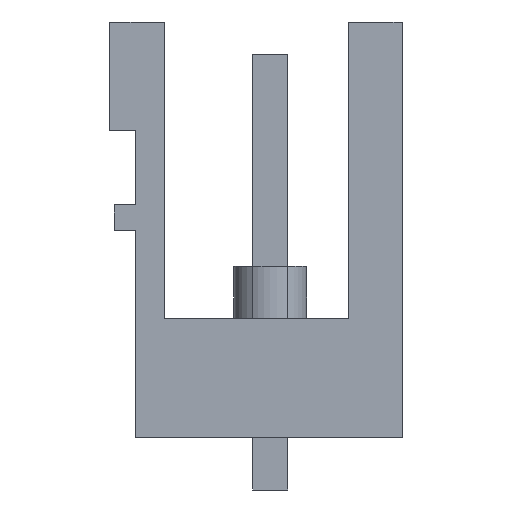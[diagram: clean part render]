
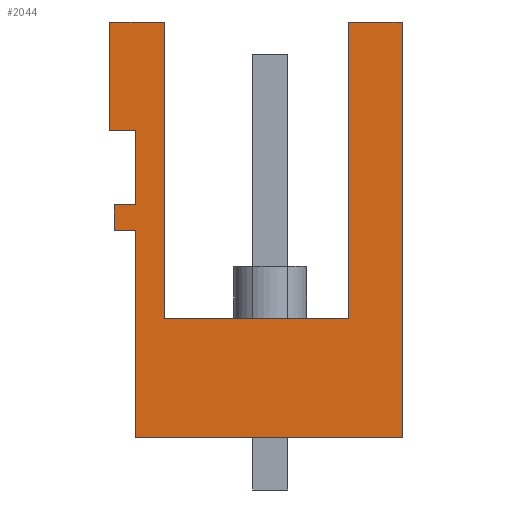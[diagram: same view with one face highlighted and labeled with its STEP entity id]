
A CAD part, left-side view. The second image highlights one B-rep face of the part: STEP entity #2044.
In plain terms, the highlighted planar face has unit normal (-1, 0, 0).
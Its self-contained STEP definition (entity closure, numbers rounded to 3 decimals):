
#1944=AXIS2_PLACEMENT_3D('Plane Axis2P3D',#1941,#1942,#1943) ;
#383=CARTESIAN_POINT('Vertex',(0.,7.68,1.5)) ;
#386=CARTESIAN_POINT('Line Origine',(0.,7.68,4.49)) ;
#390=CARTESIAN_POINT('Vertex',(0.,7.68,7.481)) ;
#1925=CARTESIAN_POINT('Vertex',(0.,0.,1.5)) ;
#1928=CARTESIAN_POINT('Line Origine',(0.,3.84,1.5)) ;
#1941=CARTESIAN_POINT('Axis2P3D Location',(0.,8.43,0.)) ;
#1946=CARTESIAN_POINT('Line Origine',(0.,0.,7.5)) ;
#1950=CARTESIAN_POINT('Vertex',(0.,0.,13.5)) ;
#1953=CARTESIAN_POINT('Line Origine',(0.,0.775,13.5)) ;
#1957=CARTESIAN_POINT('Vertex',(0.,1.55,13.5)) ;
#1960=CARTESIAN_POINT('Line Origine',(0.,1.55,9.225)) ;
#1964=CARTESIAN_POINT('Vertex',(0.,1.55,4.95)) ;
#1967=CARTESIAN_POINT('Line Origine',(0.,4.207,4.95)) ;
#1971=CARTESIAN_POINT('Vertex',(0.,6.863,4.95)) ;
#1974=CARTESIAN_POINT('Line Origine',(0.,6.863,9.225)) ;
#1978=CARTESIAN_POINT('Vertex',(0.,6.863,13.5)) ;
#1981=CARTESIAN_POINT('Line Origine',(0.,7.647,13.5)) ;
#1985=CARTESIAN_POINT('Vertex',(0.,8.43,13.5)) ;
#1988=CARTESIAN_POINT('Line Origine',(0.,8.43,11.94)) ;
#1992=CARTESIAN_POINT('Vertex',(0.,8.43,10.38)) ;
#1995=CARTESIAN_POINT('Line Origine',(0.,8.055,10.38)) ;
#1999=CARTESIAN_POINT('Vertex',(0.,7.68,10.38)) ;
#2002=CARTESIAN_POINT('Line Origine',(0.,7.68,9.305)) ;
#2006=CARTESIAN_POINT('Vertex',(0.,7.68,8.23)) ;
#2009=CARTESIAN_POINT('Line Origine',(0.,7.99,8.23)) ;
#2013=CARTESIAN_POINT('Vertex',(0.,8.3,8.23)) ;
#2016=CARTESIAN_POINT('Line Origine',(0.,8.3,7.855)) ;
#2020=CARTESIAN_POINT('Vertex',(0.,8.3,7.481)) ;
#2023=CARTESIAN_POINT('Line Origine',(0.,7.99,7.481)) ;
#387=DIRECTION('Vector Direction',(0.,0.,-1.)) ;
#1929=DIRECTION('Vector Direction',(0.,-1.,0.)) ;
#1942=DIRECTION('Axis2P3D Direction',(-1.,0.,0.)) ;
#1943=DIRECTION('Axis2P3D XDirection',(0.,1.,0.)) ;
#1947=DIRECTION('Vector Direction',(0.,0.,1.)) ;
#1954=DIRECTION('Vector Direction',(0.,1.,0.)) ;
#1961=DIRECTION('Vector Direction',(0.,0.,-1.)) ;
#1968=DIRECTION('Vector Direction',(0.,1.,0.)) ;
#1975=DIRECTION('Vector Direction',(0.,0.,1.)) ;
#1982=DIRECTION('Vector Direction',(0.,1.,0.)) ;
#1989=DIRECTION('Vector Direction',(0.,0.,-1.)) ;
#1996=DIRECTION('Vector Direction',(0.,-1.,0.)) ;
#2003=DIRECTION('Vector Direction',(0.,0.,-1.)) ;
#2010=DIRECTION('Vector Direction',(0.,1.,0.)) ;
#2017=DIRECTION('Vector Direction',(0.,0.,-1.)) ;
#2024=DIRECTION('Vector Direction',(0.,-1.,0.)) ;
#388=VECTOR('Line Direction',#387,1.) ;
#1930=VECTOR('Line Direction',#1929,1.) ;
#1948=VECTOR('Line Direction',#1947,1.) ;
#1955=VECTOR('Line Direction',#1954,1.) ;
#1962=VECTOR('Line Direction',#1961,1.) ;
#1969=VECTOR('Line Direction',#1968,1.) ;
#1976=VECTOR('Line Direction',#1975,1.) ;
#1983=VECTOR('Line Direction',#1982,1.) ;
#1990=VECTOR('Line Direction',#1989,1.) ;
#1997=VECTOR('Line Direction',#1996,1.) ;
#2004=VECTOR('Line Direction',#2003,1.) ;
#2011=VECTOR('Line Direction',#2010,1.) ;
#2018=VECTOR('Line Direction',#2017,1.) ;
#2025=VECTOR('Line Direction',#2024,1.) ;
#2029=ORIENTED_EDGE('',*,*,#1952,.T.) ;
#2030=ORIENTED_EDGE('',*,*,#1959,.T.) ;
#2031=ORIENTED_EDGE('',*,*,#1966,.T.) ;
#2032=ORIENTED_EDGE('',*,*,#1973,.T.) ;
#2033=ORIENTED_EDGE('',*,*,#1980,.T.) ;
#2034=ORIENTED_EDGE('',*,*,#1987,.T.) ;
#2035=ORIENTED_EDGE('',*,*,#1994,.T.) ;
#2036=ORIENTED_EDGE('',*,*,#2001,.T.) ;
#2037=ORIENTED_EDGE('',*,*,#2008,.T.) ;
#2038=ORIENTED_EDGE('',*,*,#2015,.T.) ;
#2039=ORIENTED_EDGE('',*,*,#2022,.T.) ;
#2040=ORIENTED_EDGE('',*,*,#2027,.T.) ;
#2041=ORIENTED_EDGE('',*,*,#392,.T.) ;
#2042=ORIENTED_EDGE('',*,*,#1932,.T.) ;
#2044=ADVANCED_FACE('HOUSING',(#2043),#1945,.T.) ;
#392=EDGE_CURVE('',#391,#384,#389,.T.) ;
#1932=EDGE_CURVE('',#384,#1926,#1931,.T.) ;
#1952=EDGE_CURVE('',#1926,#1951,#1949,.T.) ;
#1959=EDGE_CURVE('',#1951,#1958,#1956,.T.) ;
#1966=EDGE_CURVE('',#1958,#1965,#1963,.T.) ;
#1973=EDGE_CURVE('',#1965,#1972,#1970,.T.) ;
#1980=EDGE_CURVE('',#1972,#1979,#1977,.T.) ;
#1987=EDGE_CURVE('',#1979,#1986,#1984,.T.) ;
#1994=EDGE_CURVE('',#1986,#1993,#1991,.T.) ;
#2001=EDGE_CURVE('',#1993,#2000,#1998,.T.) ;
#2008=EDGE_CURVE('',#2000,#2007,#2005,.T.) ;
#2015=EDGE_CURVE('',#2007,#2014,#2012,.T.) ;
#2022=EDGE_CURVE('',#2014,#2021,#2019,.T.) ;
#2027=EDGE_CURVE('',#2021,#391,#2026,.T.) ;
#2028=EDGE_LOOP('',(#2029,#2030,#2031,#2032,#2033,#2034,#2035,#2036,#2037,#2038,#2039,#2040,#2041,#2042)) ;
#2043=FACE_OUTER_BOUND('',#2028,.T.) ;
#389=LINE('Line',#386,#388) ;
#1931=LINE('Line',#1928,#1930) ;
#1949=LINE('Line',#1946,#1948) ;
#1956=LINE('Line',#1953,#1955) ;
#1963=LINE('Line',#1960,#1962) ;
#1970=LINE('Line',#1967,#1969) ;
#1977=LINE('Line',#1974,#1976) ;
#1984=LINE('Line',#1981,#1983) ;
#1991=LINE('Line',#1988,#1990) ;
#1998=LINE('Line',#1995,#1997) ;
#2005=LINE('Line',#2002,#2004) ;
#2012=LINE('Line',#2009,#2011) ;
#2019=LINE('Line',#2016,#2018) ;
#2026=LINE('Line',#2023,#2025) ;
#1945=PLANE('',#1944) ;
#384=VERTEX_POINT('',#383) ;
#391=VERTEX_POINT('',#390) ;
#1926=VERTEX_POINT('',#1925) ;
#1951=VERTEX_POINT('',#1950) ;
#1958=VERTEX_POINT('',#1957) ;
#1965=VERTEX_POINT('',#1964) ;
#1972=VERTEX_POINT('',#1971) ;
#1979=VERTEX_POINT('',#1978) ;
#1986=VERTEX_POINT('',#1985) ;
#1993=VERTEX_POINT('',#1992) ;
#2000=VERTEX_POINT('',#1999) ;
#2007=VERTEX_POINT('',#2006) ;
#2014=VERTEX_POINT('',#2013) ;
#2021=VERTEX_POINT('',#2020) ;
